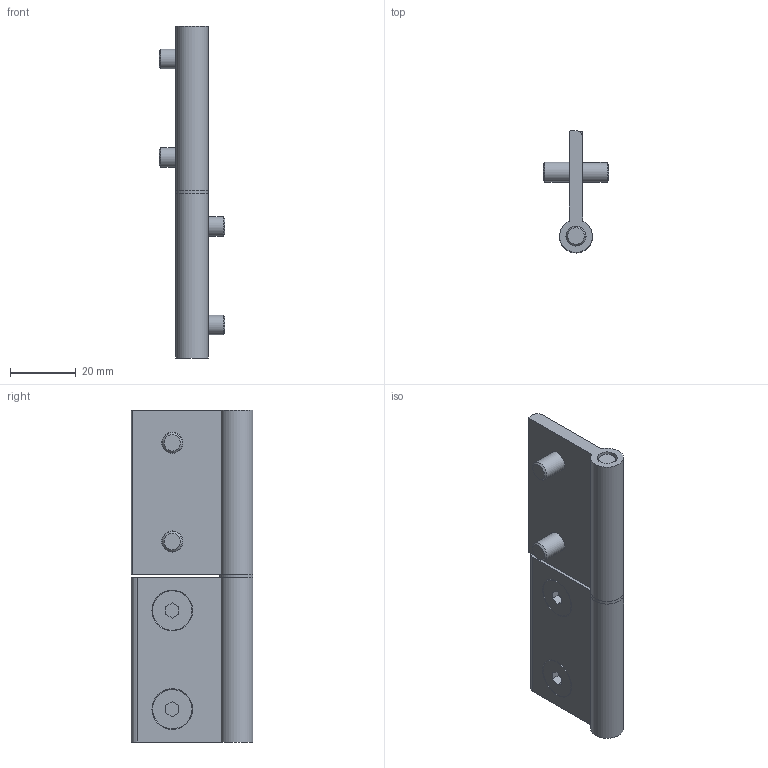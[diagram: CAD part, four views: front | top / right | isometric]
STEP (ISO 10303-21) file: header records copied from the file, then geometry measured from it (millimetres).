
FILE_DESCRIPTION(/* description */ (''),/* implementation_level */ '2;1');
FILE_NAME(/* name */ '51-300-3.stp',/* time_stamp */ '2022-03-07T08:09:55-05:00',/* author */ ('jmurphy'),/* organization */ (''),/* preprocessor_version */ 'ST-DEVELOPER v18.1',/* originating_system */ 'AutoCAD Mechanical',/* authorisation */ '');
FILE_SCHEMA (('AUTOMOTIVE_DESIGN { 1 0 10303 214 3 1 1 }'));
Length unit declared in the file: millimetre
Products named in the file (1): Product
Bounding box: 20 x 37 x 101 mm (x, y, z)
Volume: 19342.6 mm3; surface area: 14929.9 mm2
Topology: 7 solids, 7 shells, 87 faces, 192 edges, 125 vertices
Faces by surface type: plane 50, cylinder 23, cone 14
Full cylindrical faces by diameter (mm): 6 x6, 6.1 x2, 6.4 x4, 10 x1, 12 x4
Entity records: 2440 total; most frequent: DIRECTION 433, CARTESIAN_POINT 405, ORIENTED_EDGE 384, EDGE_CURVE 192, AXIS2_PLACEMENT_3D 153, LINE 127, VECTOR 127, VERTEX_POINT 125
